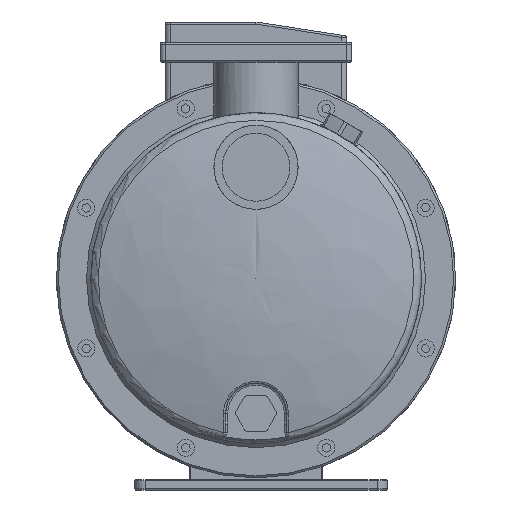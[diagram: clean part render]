
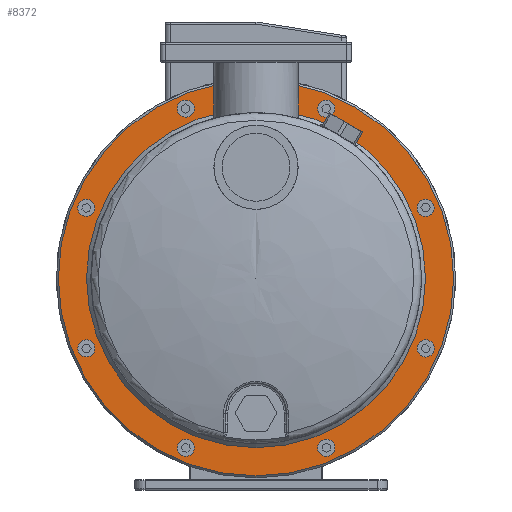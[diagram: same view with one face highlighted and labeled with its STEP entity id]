
A CAD part, left-side view. The second image highlights one B-rep face of the part: STEP entity #8372.
In plain terms, the highlighted planar face has unit normal (-1, 0, 0).
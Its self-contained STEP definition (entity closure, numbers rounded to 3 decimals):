
#1944=FACE_BOUND($,#2640,.T.);
#1945=FACE_BOUND($,#2641,.T.);
#1946=FACE_BOUND($,#2642,.T.);
#1947=FACE_BOUND($,#2643,.T.);
#1948=FACE_BOUND($,#2644,.T.);
#1949=FACE_BOUND($,#2645,.T.);
#1950=FACE_BOUND($,#2646,.T.);
#1951=FACE_BOUND($,#2647,.T.);
#1952=FACE_BOUND($,#2648,.T.);
#2108=FACE_OUTER_BOUND($,#2639,.T.);
#2639=EDGE_LOOP($,(#6022));
#2640=EDGE_LOOP($,(#6023));
#2641=EDGE_LOOP($,(#6024));
#2642=EDGE_LOOP($,(#6025));
#2643=EDGE_LOOP($,(#6026));
#2644=EDGE_LOOP($,(#6027));
#2645=EDGE_LOOP($,(#6028));
#2646=EDGE_LOOP($,(#6029));
#2647=EDGE_LOOP($,(#6030));
#2648=EDGE_LOOP($,(#6031));
#3057=CIRCLE($,#8831,4.25);
#3059=CIRCLE($,#8835,4.25);
#3061=CIRCLE($,#8839,4.25);
#3063=CIRCLE($,#8843,4.25);
#3065=CIRCLE($,#8847,4.25);
#3067=CIRCLE($,#8851,4.25);
#3069=CIRCLE($,#8855,4.25);
#3100=CIRCLE($,#8927,4.25);
#3106=CIRCLE($,#8940,84.);
#3110=CIRCLE($,#8948,98.);
#3507=VERTEX_POINT($,#12367);
#3509=VERTEX_POINT($,#12373);
#3511=VERTEX_POINT($,#12379);
#3513=VERTEX_POINT($,#12385);
#3515=VERTEX_POINT($,#12391);
#3517=VERTEX_POINT($,#12397);
#3519=VERTEX_POINT($,#12403);
#3587=VERTEX_POINT($,#13509);
#3593=VERTEX_POINT($,#13528);
#3597=VERTEX_POINT($,#13540);
#4364=EDGE_CURVE($,#3507,#3507,#3057,.T.);
#4366=EDGE_CURVE($,#3509,#3509,#3059,.T.);
#4368=EDGE_CURVE($,#3511,#3511,#3061,.T.);
#4370=EDGE_CURVE($,#3513,#3513,#3063,.T.);
#4372=EDGE_CURVE($,#3515,#3515,#3065,.T.);
#4374=EDGE_CURVE($,#3517,#3517,#3067,.T.);
#4376=EDGE_CURVE($,#3519,#3519,#3069,.T.);
#4491=EDGE_CURVE($,#3587,#3587,#3100,.T.);
#4497=EDGE_CURVE($,#3593,#3593,#3106,.T.);
#4501=EDGE_CURVE($,#3597,#3597,#3110,.T.);
#6022=ORIENTED_EDGE($,*,*,#4501,.F.);
#6023=ORIENTED_EDGE($,*,*,#4364,.T.);
#6024=ORIENTED_EDGE($,*,*,#4366,.T.);
#6025=ORIENTED_EDGE($,*,*,#4368,.T.);
#6026=ORIENTED_EDGE($,*,*,#4370,.T.);
#6027=ORIENTED_EDGE($,*,*,#4372,.T.);
#6028=ORIENTED_EDGE($,*,*,#4374,.T.);
#6029=ORIENTED_EDGE($,*,*,#4376,.T.);
#6030=ORIENTED_EDGE($,*,*,#4491,.T.);
#6031=ORIENTED_EDGE($,*,*,#4497,.T.);
#8032=PLANE($,#8949);
#8372=ADVANCED_FACE($,(#2108,#1944,#1945,#1946,#1947,#1948,#1949,#1950,
#1951,#1952),#8032,.T.);
#8831=AXIS2_PLACEMENT_3D($,#12368,#9872,#9873);
#8835=AXIS2_PLACEMENT_3D($,#12374,#9880,#9881);
#8839=AXIS2_PLACEMENT_3D($,#12380,#9888,#9889);
#8843=AXIS2_PLACEMENT_3D($,#12386,#9896,#9897);
#8847=AXIS2_PLACEMENT_3D($,#12392,#9904,#9905);
#8851=AXIS2_PLACEMENT_3D($,#12398,#9912,#9913);
#8855=AXIS2_PLACEMENT_3D($,#12404,#9920,#9921);
#8927=AXIS2_PLACEMENT_3D($,#13510,#10124,#10125);
#8940=AXIS2_PLACEMENT_3D($,#13529,#10150,#10151);
#8948=AXIS2_PLACEMENT_3D($,#13541,#10166,#10167);
#8949=AXIS2_PLACEMENT_3D($,#13542,#10168,#10169);
#9872=DIRECTION('center_axis',(1.,0.,0.));
#9873=DIRECTION('ref_axis',(0.,-0.707,-0.707));
#9880=DIRECTION('center_axis',(1.,0.,0.));
#9881=DIRECTION('ref_axis',(0.,-1.,0.));
#9888=DIRECTION('center_axis',(1.,0.,0.));
#9889=DIRECTION('ref_axis',(0.,-0.707,0.707));
#9896=DIRECTION('center_axis',(1.,0.,0.));
#9897=DIRECTION('ref_axis',(0.,0.,1.));
#9904=DIRECTION('center_axis',(1.,0.,0.));
#9905=DIRECTION('ref_axis',(0.,0.707,0.707));
#9912=DIRECTION('center_axis',(1.,0.,0.));
#9913=DIRECTION('ref_axis',(0.,1.,0.));
#9920=DIRECTION('center_axis',(1.,0.,0.));
#9921=DIRECTION('ref_axis',(0.,0.707,-0.707));
#10124=DIRECTION('center_axis',(1.,0.,0.));
#10125=DIRECTION('ref_axis',(0.,0.,-1.));
#10150=DIRECTION('center_axis',(1.,0.,0.));
#10151=DIRECTION('ref_axis',(0.,1.,0.));
#10166=DIRECTION('center_axis',(1.,0.,0.));
#10167=DIRECTION('ref_axis',(0.,-1.,0.));
#10168=DIRECTION('center_axis',(-1.,0.,0.));
#10169=DIRECTION('ref_axis',(0.,0.,1.));
#12367=CARTESIAN_POINT('',(89.,87.078,73.181));
#12368=CARTESIAN_POINT('Origin',(89.,84.073,70.176));
#12373=CARTESIAN_POINT('',(89.,39.074,20.927));
#12374=CARTESIAN_POINT('Origin',(89.,34.824,20.927));
#12379=CARTESIAN_POINT('',(89.,-31.819,17.922));
#12380=CARTESIAN_POINT('Origin',(89.,-34.824,20.927));
#12385=CARTESIAN_POINT('',(89.,-84.073,65.926));
#12386=CARTESIAN_POINT('Origin',(89.,-84.073,70.176));
#12391=CARTESIAN_POINT('',(89.,-87.078,136.819));
#12392=CARTESIAN_POINT('Origin',(89.,-84.073,139.824));
#12397=CARTESIAN_POINT('',(89.,-39.074,189.073));
#12398=CARTESIAN_POINT('Origin',(89.,-34.824,189.073));
#12403=CARTESIAN_POINT('',(89.,31.819,192.078));
#12404=CARTESIAN_POINT('Origin',(89.,34.824,189.073));
#13509=CARTESIAN_POINT('',(89.,84.073,144.074));
#13510=CARTESIAN_POINT('Origin',(89.,84.073,139.824));
#13528=CARTESIAN_POINT('',(89.,84.,105.));
#13529=CARTESIAN_POINT('Origin',(89.,0.,
105.));
#13540=CARTESIAN_POINT('',(89.,98.,105.));
#13541=CARTESIAN_POINT('Origin',(89.,0.,
105.));
#13542=CARTESIAN_POINT('Origin',(89.,91.5,105.));
